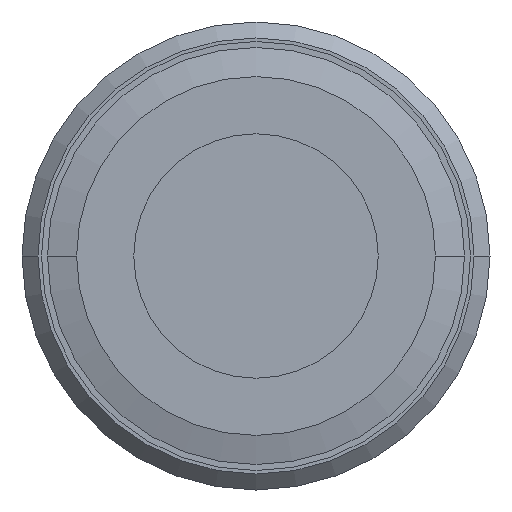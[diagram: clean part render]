
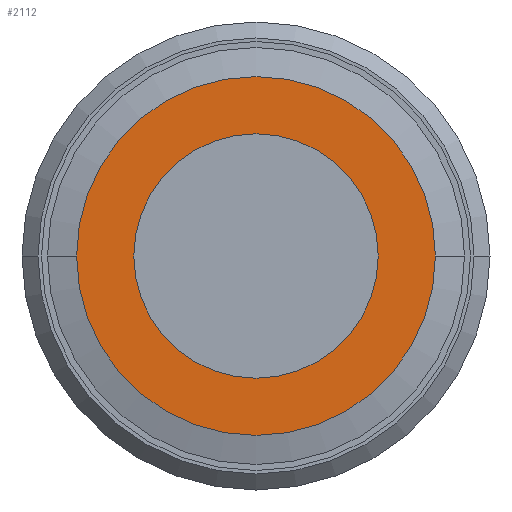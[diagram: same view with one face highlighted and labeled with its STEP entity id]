
A CAD part, left-side view. The second image highlights one B-rep face of the part: STEP entity #2112.
In plain terms, the highlighted face is planar.
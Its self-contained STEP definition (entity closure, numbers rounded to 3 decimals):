
#1819=CARTESIAN_POINT('',(0.,-0.3,0.));
#1820=DIRECTION('',(0.,-1.,0.));
#1821=DIRECTION('',(0.,0.,1.));
#1822=AXIS2_PLACEMENT_3D('',#1819,#1820,#1821);
#1827=CARTESIAN_POINT('',(0.,-0.3,0.));
#1828=DIRECTION('',(0.,1.,0.));
#1829=DIRECTION('',(0.,0.,1.));
#1830=AXIS2_PLACEMENT_3D('',#1827,#1828,#1829);
#1835=CARTESIAN_POINT('',(0.,-0.3,0.));
#1836=DIRECTION('',(0.,1.,0.));
#1837=DIRECTION('',(0.,0.,-1.));
#1838=AXIS2_PLACEMENT_3D('',#1835,#1836,#1837);
#1843=CARTESIAN_POINT('',(0.,-0.3,0.));
#1844=DIRECTION('',(0.,1.,0.));
#1845=DIRECTION('',(0.,0.,1.));
#1846=AXIS2_PLACEMENT_3D('',#1843,#1844,#1845);
#1893=CARTESIAN_POINT('',(0.,-0.3,6.9));
#1894=VERTEX_POINT('',#1893);
#1907=CARTESIAN_POINT('',(0.,-0.3,-6.9));
#1908=VERTEX_POINT('',#1907);
#1913=CARTESIAN_POINT('',(0.,-0.3,-4.7));
#1914=CARTESIAN_POINT('',(0.,-0.3,4.7));
#1915=VERTEX_POINT('',#1913);
#1916=VERTEX_POINT('',#1914);
#2097=CARTESIAN_POINT('',(0.,-0.3,0.));
#2098=DIRECTION('',(0.,1.,0.));
#2099=DIRECTION('',(0.,0.,-1.));
#2100=AXIS2_PLACEMENT_3D('',#2097,#2098,#2099);
#2101=PLANE('',#2100);
#2102=ORIENTED_EDGE('',*,*,#2090,.F.);
#2103=ORIENTED_EDGE('',*,*,#2079,.T.);
#2104=EDGE_LOOP('',(#2102,#2103));
#2105=FACE_OUTER_BOUND('',#2104,.F.);
#2107=ORIENTED_EDGE('',*,*,#2106,.F.);
#2109=ORIENTED_EDGE('',*,*,#2108,.F.);
#2110=EDGE_LOOP('',(#2107,#2109));
#2111=FACE_BOUND('',#2110,.F.);
#2112=ADVANCED_FACE('',(#2105,#2111),#2101,.F.);
#1823=CIRCLE('',#1822,6.9);
#1831=CIRCLE('',#1830,6.9);
#1839=CIRCLE('',#1838,4.7);
#1847=CIRCLE('',#1846,4.7);
#2079=EDGE_CURVE('',#1894,#1908,#1831,.T.);
#2090=EDGE_CURVE('',#1894,#1908,#1823,.T.);
#2106=EDGE_CURVE('',#1915,#1916,#1839,.T.);
#2108=EDGE_CURVE('',#1916,#1915,#1847,.T.);
